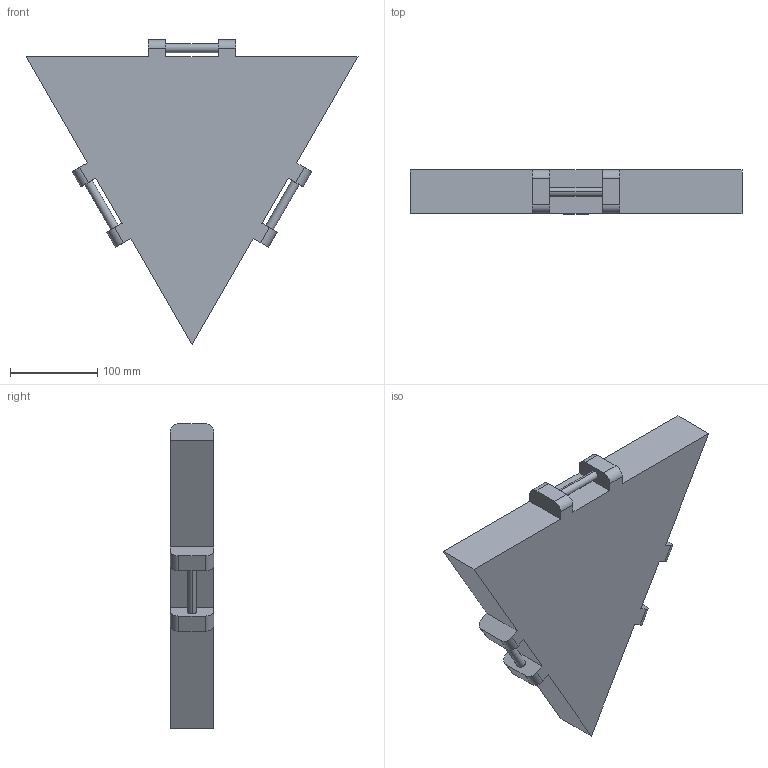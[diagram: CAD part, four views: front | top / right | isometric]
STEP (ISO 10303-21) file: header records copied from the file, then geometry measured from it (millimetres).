
FILE_DESCRIPTION (( 'STEP AP203' ), '1' );
FILE_NAME ('base_fixa_Default_sldprt.STEP', '2025-03-22T17:45:38', ( '' ), ( '' ), 'SwSTEP 2.0', 'SolidWorks 2024', '' );
FILE_SCHEMA (( 'CONFIG_CONTROL_DESIGN' ));
Length unit declared in the file: millimetre
Products named in the file (1): base_fixa_Default_sldprt
Bounding box: 381.1 x 50 x 350.04 mm (x, y, z)
Volume: 3273464.6 mm3; surface area: 203382.6 mm2
Topology: 1 solids, 1 shells, 47 faces, 135 edges, 90 vertices
Faces by surface type: plane 29, cylinder 18
Entity records: 1634 total; most frequent: CARTESIAN_POINT 273, ORIENTED_EDGE 270, DIRECTION 267, EDGE_CURVE 135, VECTOR 99, LINE 99, VERTEX_POINT 90, AXIS2_PLACEMENT_3D 84
